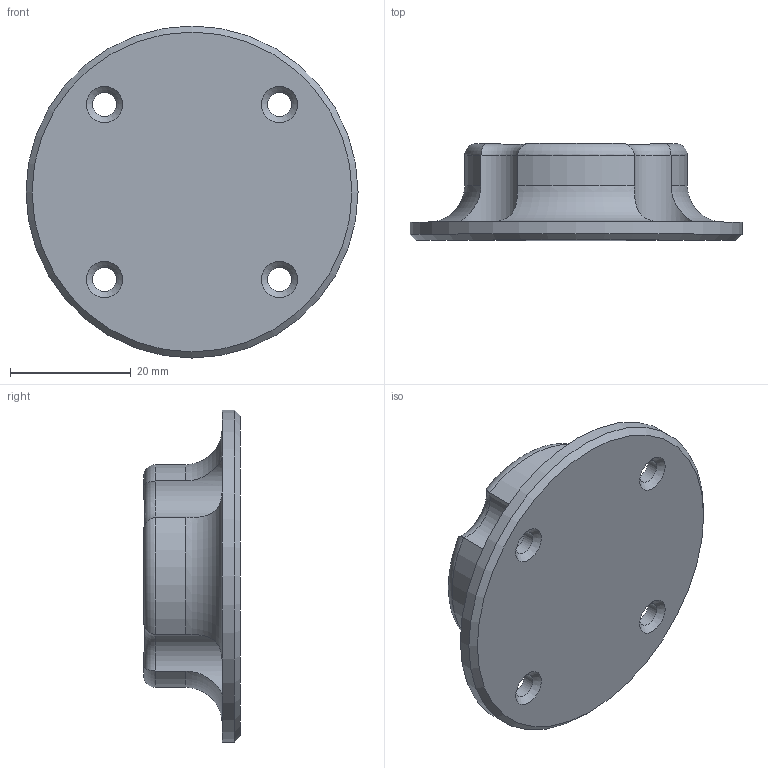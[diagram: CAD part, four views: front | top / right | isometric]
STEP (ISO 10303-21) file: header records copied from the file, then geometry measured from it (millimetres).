
FILE_DESCRIPTION(/* description */ (''),/* implementation_level */ '2;1');
FILE_NAME(/* name */ 'b015e0e6-7abc-4eea-818a-e6520375c9fe.stp',/* time_stamp */ '2018-07-13T07:35:02-07:00',/* author */ ('AdvancedResearchCC'),/* organization */ (''),/* preprocessor_version */ 'ST-DEVELOPER v17',/* originating_system */ 'Autodesk Translation Framework v7.1.0.215',/* authorisation */ '');
FILE_SCHEMA (('AUTOMOTIVE_DESIGN { 1 0 10303 214 3 1 1 }'));
Length unit declared in the file: millimetre
Products named in the file (1): Vortex_ROB_Sander_Attachment
Bounding box: 55 x 16 x 55 mm (x, y, z)
Volume: 15213.5 mm3; surface area: 7055.4 mm2
Topology: 1 solids, 1 shells, 38 faces, 95 edges, 59 vertices
Faces by surface type: cylinder 13, torus 13, plane 6, cone 5, sphere 1
Full cylindrical faces by diameter (mm): 4 x4, 55 x1
Entity records: 1423 total; most frequent: CARTESIAN_POINT 460, DIRECTION 208, ORIENTED_EDGE 188, AXIS2_PLACEMENT_3D 95, EDGE_CURVE 94, VERTEX_POINT 59, CIRCLE 56, EDGE_LOOP 47
